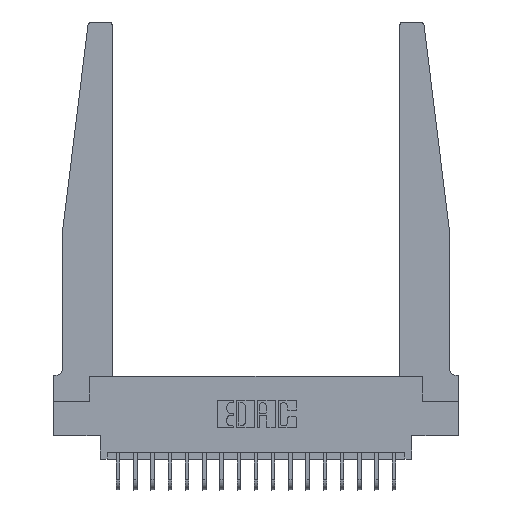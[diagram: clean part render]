
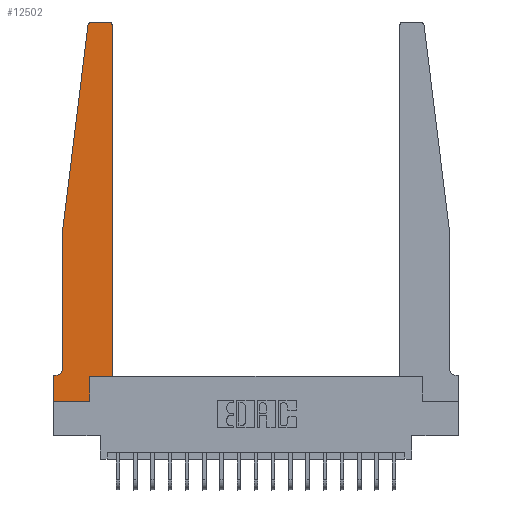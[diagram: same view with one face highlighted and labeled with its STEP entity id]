
A CAD part, top view. The second image highlights one B-rep face of the part: STEP entity #12502.
In plain terms, the highlighted planar face has unit normal (0, 0, 1).
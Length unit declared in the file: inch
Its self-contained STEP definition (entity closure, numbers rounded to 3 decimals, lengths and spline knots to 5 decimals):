
#196 = CARTESIAN_POINT ( 'NONE',  ( 0.015, 0.2375, 0.37 ) ) ;
#272 = CARTESIAN_POINT ( 'NONE',  ( 0.2605, 0.18, 0.37 ) ) ;
#613 = CARTESIAN_POINT ( 'NONE',  ( 0.065, 1.25, 0.37 ) ) ;
#703 = ORIENTED_EDGE ( 'NONE', *, *, #14191, .T. ) ;
#833 = AXIS2_PLACEMENT_3D ( 'NONE', #15657, #12504, #17414 ) ;
#1748 = EDGE_CURVE ( 'NONE', #12748, #17096, #9387, .T. ) ;
#1965 = ORIENTED_EDGE ( 'NONE', *, *, #14987, .T. ) ;
#2031 = VECTOR ( 'NONE', #10639, 39.37008 ) ;
#2052 = LINE ( 'NONE', #20769, #6690 ) ;
#2076 = VECTOR ( 'NONE', #12708, 39.37008 ) ;
#2213 = VECTOR ( 'NONE', #16592, 39.37008 ) ;
#2313 = CARTESIAN_POINT ( 'NONE',  ( 0., 0., 0.37 ) ) ;
#2356 = VERTEX_POINT ( 'NONE', #7445 ) ;
#2409 = DIRECTION ( 'NONE',  ( 0., -1., 0. ) ) ;
#3417 = EDGE_CURVE ( 'NONE', #8523, #7756, #6230, .T. ) ;
#4195 = CARTESIAN_POINT ( 'NONE',  ( 0.425, 0.18, 0.37 ) ) ;
#4445 = CARTESIAN_POINT ( 'NONE',  ( 0.395, 2.75, 0.37 ) ) ;
#4538 = ORIENTED_EDGE ( 'NONE', *, *, #3417, .T. ) ;
#5210 = VERTEX_POINT ( 'NONE', #13732 ) ;
#5305 = DIRECTION ( 'NONE',  ( 0., 0., -1. ) ) ;
#5842 = EDGE_CURVE ( 'NONE', #5210, #6638, #19669, .T. ) ;
#5918 = VECTOR ( 'NONE', #17912, 39.37008 ) ;
#5958 = CARTESIAN_POINT ( 'NONE',  ( 0., 0.1875, 0.37 ) ) ;
#6230 = LINE ( 'NONE', #9929, #2213 ) ;
#6638 = VERTEX_POINT ( 'NONE', #19121 ) ;
#6655 = VERTEX_POINT ( 'NONE', #13480 ) ;
#6690 = VECTOR ( 'NONE', #19098, 39.37008 ) ;
#7172 = DIRECTION ( 'NONE',  ( 0., -1., 0. ) ) ;
#7264 = CARTESIAN_POINT ( 'NONE',  ( 0.425, 2.72, 0.37 ) ) ;
#7445 = CARTESIAN_POINT ( 'NONE',  ( 0.015, 0.1875, 0.37 ) ) ;
#7551 = CARTESIAN_POINT ( 'NONE',  ( 0.065, 1.25, 0.37 ) ) ;
#7612 = VECTOR ( 'NONE', #15645, 39.37008 ) ;
#7721 = PLANE ( 'NONE',  #20550 ) ;
#7729 = ORIENTED_EDGE ( 'NONE', *, *, #14707, .T. ) ;
#7756 = VERTEX_POINT ( 'NONE', #11417 ) ;
#7860 = VERTEX_POINT ( 'NONE', #15320 ) ;
#7992 = LINE ( 'NONE', #13007, #5918 ) ;
#8357 = CARTESIAN_POINT ( 'NONE',  ( 0.395, 2.72, 0.37 ) ) ;
#8523 = VERTEX_POINT ( 'NONE', #2313 ) ;
#8629 = VERTEX_POINT ( 'NONE', #9609 ) ;
#9387 = CIRCLE ( 'NONE', #20922, 0.03 ) ;
#9609 = CARTESIAN_POINT ( 'NONE',  ( 0.065, 0.2375, 0.37 ) ) ;
#9929 = CARTESIAN_POINT ( 'NONE',  ( 0., 0., 0.37 ) ) ;
#10104 = DIRECTION ( 'NONE',  ( -1., 0., 0. ) ) ;
#10158 = VECTOR ( 'NONE', #7172, 39.37008 ) ;
#10627 = ORIENTED_EDGE ( 'NONE', *, *, #19524, .T. ) ;
#10639 = DIRECTION ( 'NONE',  ( 1., 0., 0. ) ) ;
#10710 = LINE ( 'NONE', #7551, #16117 ) ;
#11311 = DIRECTION ( 'NONE',  ( 1., 0., 0. ) ) ;
#11417 = CARTESIAN_POINT ( 'NONE',  ( 0.2605, 0., 0.37 ) ) ;
#11551 = CIRCLE ( 'NONE', #12218, 0.05 ) ;
#11638 = LINE ( 'NONE', #15220, #10158 ) ;
#12087 = CARTESIAN_POINT ( 'NONE',  ( 0.065, 1.25, 0.37 ) ) ;
#12218 = AXIS2_PLACEMENT_3D ( 'NONE', #196, #5305, #10104 ) ;
#12502 = ADVANCED_FACE ( 'NONE', ( #16105 ), #7721, .T. ) ;
#12504 = DIRECTION ( 'NONE',  ( 0., 0., 1. ) ) ;
#12539 = CARTESIAN_POINT ( 'NONE',  ( 0.425, 0.18, 0.37 ) ) ;
#12632 = EDGE_CURVE ( 'NONE', #6655, #19434, #18835, .T. ) ;
#12708 = DIRECTION ( 'NONE',  ( 0., 1., 0. ) ) ;
#12746 = EDGE_CURVE ( 'NONE', #6638, #19832, #17190, .T. ) ;
#12748 = VERTEX_POINT ( 'NONE', #7264 ) ;
#12851 = ORIENTED_EDGE ( 'NONE', *, *, #12632, .T. ) ;
#13007 = CARTESIAN_POINT ( 'NONE',  ( 0.25, 2.75, 0.37 ) ) ;
#13047 = EDGE_LOOP ( 'NONE', ( #1965, #21248, #15230, #14121, #15852, #10627, #19504, #4538, #7729, #12851, #703, #19510 ) ) ;
#13480 = CARTESIAN_POINT ( 'NONE',  ( 0.2605, 0.18, 0.37 ) ) ;
#13679 = LINE ( 'NONE', #272, #15682 ) ;
#13732 = CARTESIAN_POINT ( 'NONE',  ( 0.27653, 2.75, 0.37 ) ) ;
#14121 = ORIENTED_EDGE ( 'NONE', *, *, #20781, .T. ) ;
#14191 = EDGE_CURVE ( 'NONE', #19434, #12748, #19167, .T. ) ;
#14352 = DIRECTION ( 'NONE',  ( 0., 0., 1. ) ) ;
#14707 = EDGE_CURVE ( 'NONE', #7756, #6655, #13679, .T. ) ;
#14987 = EDGE_CURVE ( 'NONE', #17096, #5210, #7992, .T. ) ;
#15220 = CARTESIAN_POINT ( 'NONE',  ( 0., 0., 0.37 ) ) ;
#15230 = ORIENTED_EDGE ( 'NONE', *, *, #12746, .T. ) ;
#15320 = CARTESIAN_POINT ( 'NONE',  ( 0., 0.1875, 0.37 ) ) ;
#15539 = CARTESIAN_POINT ( 'NONE',  ( 0.425, 0.18, 0.37 ) ) ;
#15645 = DIRECTION ( 'NONE',  ( -0.122, -0.992, 0. ) ) ;
#15657 = CARTESIAN_POINT ( 'NONE',  ( 0.27653, 2.72, 0.37 ) ) ;
#15682 = VECTOR ( 'NONE', #18815, 39.37008 ) ;
#15852 = ORIENTED_EDGE ( 'NONE', *, *, #17333, .T. ) ;
#16105 = FACE_OUTER_BOUND ( 'NONE', #13047, .T. ) ;
#16117 = VECTOR ( 'NONE', #2409, 39.37008 ) ;
#16314 = DIRECTION ( 'NONE',  ( 0., 0., 1. ) ) ;
#16592 = DIRECTION ( 'NONE',  ( 1., 0., 0. ) ) ;
#17096 = VERTEX_POINT ( 'NONE', #4445 ) ;
#17190 = LINE ( 'NONE', #613, #7612 ) ;
#17257 = EDGE_CURVE ( 'NONE', #7860, #8523, #11638, .T. ) ;
#17333 = EDGE_CURVE ( 'NONE', #8629, #2356, #11551, .T. ) ;
#17414 = DIRECTION ( 'NONE',  ( 1., 0., 0. ) ) ;
#17912 = DIRECTION ( 'NONE',  ( -1., 0., 0. ) ) ;
#18291 = DIRECTION ( 'NONE',  ( 1., 0., 0. ) ) ;
#18815 = DIRECTION ( 'NONE',  ( 0., 1., 0. ) ) ;
#18835 = LINE ( 'NONE', #15539, #2031 ) ;
#19098 = DIRECTION ( 'NONE',  ( -1., 0., 0. ) ) ;
#19121 = CARTESIAN_POINT ( 'NONE',  ( 0.24675, 2.72367, 0.37 ) ) ;
#19167 = LINE ( 'NONE', #4195, #2076 ) ;
#19434 = VERTEX_POINT ( 'NONE', #12539 ) ;
#19504 = ORIENTED_EDGE ( 'NONE', *, *, #17257, .T. ) ;
#19510 = ORIENTED_EDGE ( 'NONE', *, *, #1748, .T. ) ;
#19524 = EDGE_CURVE ( 'NONE', #2356, #7860, #2052, .T. ) ;
#19669 = CIRCLE ( 'NONE', #833, 0.03 ) ;
#19832 = VERTEX_POINT ( 'NONE', #12087 ) ;
#20550 = AXIS2_PLACEMENT_3D ( 'NONE', #5958, #14352, #11311 ) ;
#20769 = CARTESIAN_POINT ( 'NONE',  ( 0.065, 0.1875, 0.37 ) ) ;
#20781 = EDGE_CURVE ( 'NONE', #19832, #8629, #10710, .T. ) ;
#20922 = AXIS2_PLACEMENT_3D ( 'NONE', #8357, #16314, #18291 ) ;
#21248 = ORIENTED_EDGE ( 'NONE', *, *, #5842, .T. ) ;
